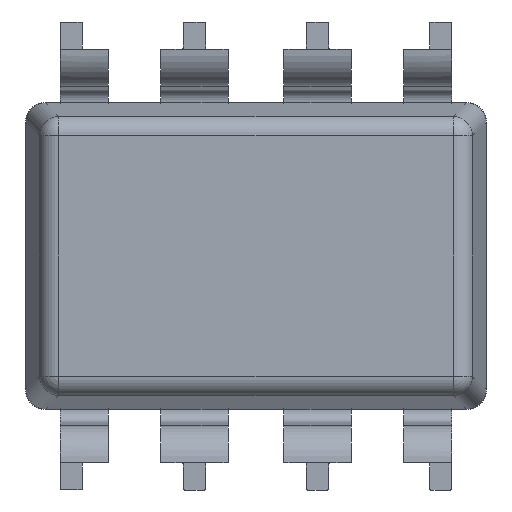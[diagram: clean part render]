
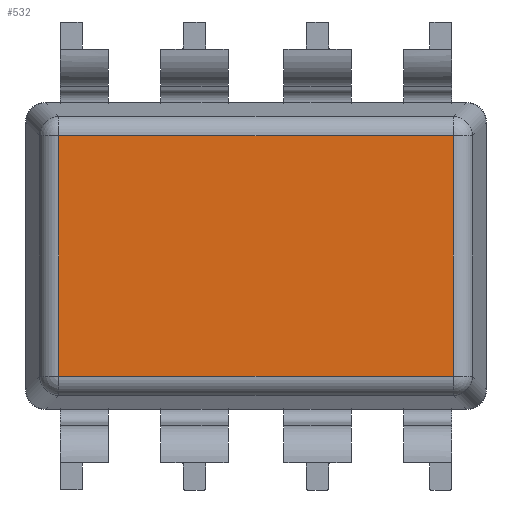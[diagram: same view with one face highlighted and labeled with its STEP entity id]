
A CAD part, front view. The second image highlights one B-rep face of the part: STEP entity #532.
In plain terms, the highlighted planar face has unit normal (0, -1, 0).
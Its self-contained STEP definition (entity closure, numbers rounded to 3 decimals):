
#532=ADVANCED_FACE('',(#1731),#1733,.F.);
#1731=FACE_BOUND('',#1732,.T.);
#1732=EDGE_LOOP('',(#2654,#2655,#2656,#2657));
#1733=PLANE('',#1734);
#1734=AXIS2_PLACEMENT_3D('',#1735,#1736,#1737);
#1735=CARTESIAN_POINT('',(4.763,0.203,2.811));
#1736=DIRECTION('',(-0.,1.,0.));
#1737=DIRECTION('',(0.,-0.,1.));
#2654=ORIENTED_EDGE('',*,*,#3290,.T.);
#2655=ORIENTED_EDGE('',*,*,#3291,.T.);
#2656=ORIENTED_EDGE('',*,*,#3292,.T.);
#2657=ORIENTED_EDGE('',*,*,#3293,.T.);
#3290=EDGE_CURVE('',#3633,#3634,#3635,.T.);
#3291=EDGE_CURVE('',#3634,#3636,#3637,.T.);
#3292=EDGE_CURVE('',#3636,#3638,#3639,.T.);
#3293=EDGE_CURVE('',#3638,#3633,#3640,.T.);
#3633=VERTEX_POINT('',#4218);
#3634=VERTEX_POINT('',#4219);
#3635=LINE('',#4220,#4221);
#3636=VERTEX_POINT('',#4223);
#3637=LINE('',#4224,#4225);
#3638=VERTEX_POINT('',#4227);
#3639=LINE('',#4228,#4229);
#3640=LINE('',#4231,#4232);
#4218=CARTESIAN_POINT('',(4.069,0.203,2.481));
#4219=CARTESIAN_POINT('',(-4.069,0.203,2.481));
#4220=CARTESIAN_POINT('',(4.069,0.203,2.481));
#4221=VECTOR('',#4222,1.);
#4222=DIRECTION('',(-1.,0.,0.));
#4223=CARTESIAN_POINT('',(-4.069,0.203,-2.481));
#4224=CARTESIAN_POINT('',(-4.069,0.203,2.481));
#4225=VECTOR('',#4226,1.);
#4226=DIRECTION('',(0.,0.,-1.));
#4227=CARTESIAN_POINT('',(4.069,0.203,-2.481));
#4228=CARTESIAN_POINT('',(-4.069,0.203,-2.481));
#4229=VECTOR('',#4230,1.);
#4230=DIRECTION('',(1.,0.,0.));
#4231=CARTESIAN_POINT('',(4.069,0.203,-2.481));
#4232=VECTOR('',#4233,1.);
#4233=DIRECTION('',(0.,0.,1.));
